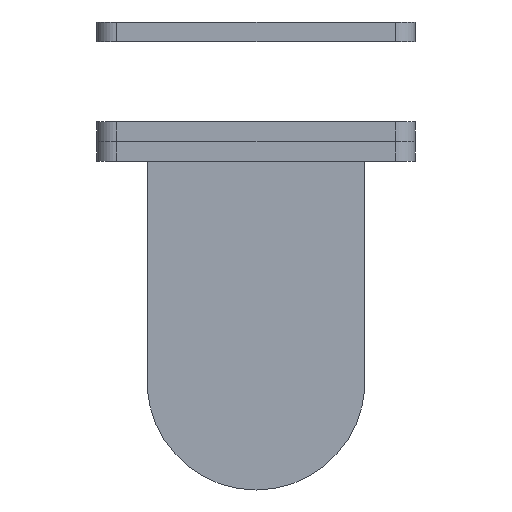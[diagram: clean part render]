
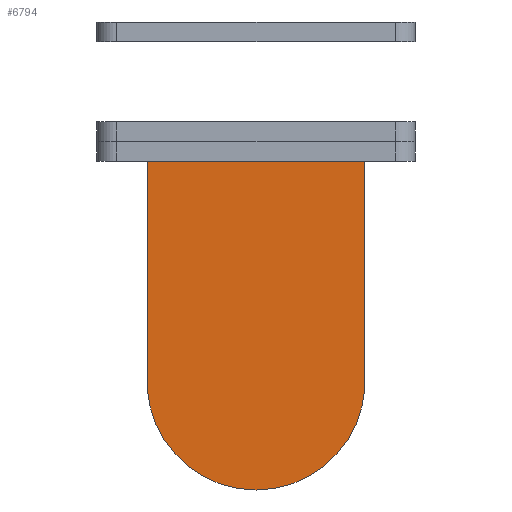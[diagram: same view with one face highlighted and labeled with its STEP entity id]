
A CAD part, front view. The second image highlights one B-rep face of the part: STEP entity #6794.
In plain terms, the highlighted planar face has unit normal (0, -1, 0).
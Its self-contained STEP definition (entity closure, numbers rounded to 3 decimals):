
#101=CIRCLE('',#7157,21.921);
#224=FACE_OUTER_BOUND('',#580,.T.);
#580=EDGE_LOOP('',(#4571,#4572,#4573,#4574,#4575,#4576,#4577,#4578,#4579,
#4580,#4581,#4582,#4583,#4584,#4585,#4586,#4587,#4588,#4589,#4590));
#977=LINE('',#9355,#1899);
#982=LINE('',#9369,#1904);
#985=LINE('',#9375,#1907);
#988=LINE('',#9381,#1910);
#991=LINE('',#9387,#1913);
#994=LINE('',#9393,#1916);
#997=LINE('',#9399,#1919);
#1000=LINE('',#9405,#1922);
#1003=LINE('',#9411,#1925);
#1006=LINE('',#9417,#1928);
#1009=LINE('',#9423,#1931);
#1012=LINE('',#9429,#1934);
#1015=LINE('',#9435,#1937);
#1018=LINE('',#9441,#1940);
#1021=LINE('',#9447,#1943);
#1024=LINE('',#9453,#1946);
#1027=LINE('',#9459,#1949);
#1030=LINE('',#9465,#1952);
#1033=LINE('',#9470,#1955);
#1899=VECTOR('',#7583,10.);
#1904=VECTOR('',#7596,10.);
#1907=VECTOR('',#7601,10.);
#1910=VECTOR('',#7606,10.);
#1913=VECTOR('',#7611,10.);
#1916=VECTOR('',#7616,10.);
#1919=VECTOR('',#7621,10.);
#1922=VECTOR('',#7626,10.);
#1925=VECTOR('',#7631,10.);
#1928=VECTOR('',#7636,10.);
#1931=VECTOR('',#7641,10.);
#1934=VECTOR('',#7646,10.);
#1937=VECTOR('',#7651,10.);
#1940=VECTOR('',#7656,10.);
#1943=VECTOR('',#7661,10.);
#1946=VECTOR('',#7666,10.);
#1949=VECTOR('',#7671,10.);
#1952=VECTOR('',#7676,10.);
#1955=VECTOR('',#7681,10.);
#2821=VERTEX_POINT('',#9353);
#2822=VERTEX_POINT('',#9354);
#2825=VERTEX_POINT('',#9362);
#2827=VERTEX_POINT('',#9368);
#2829=VERTEX_POINT('',#9374);
#2831=VERTEX_POINT('',#9380);
#2833=VERTEX_POINT('',#9386);
#2835=VERTEX_POINT('',#9392);
#2837=VERTEX_POINT('',#9398);
#2839=VERTEX_POINT('',#9404);
#2841=VERTEX_POINT('',#9410);
#2843=VERTEX_POINT('',#9416);
#2845=VERTEX_POINT('',#9422);
#2847=VERTEX_POINT('',#9428);
#2849=VERTEX_POINT('',#9434);
#2851=VERTEX_POINT('',#9440);
#2853=VERTEX_POINT('',#9446);
#2855=VERTEX_POINT('',#9452);
#2857=VERTEX_POINT('',#9458);
#2859=VERTEX_POINT('',#9464);
#3481=EDGE_CURVE('',#2821,#2822,#977,.T.);
#3485=EDGE_CURVE('',#2825,#2822,#101,.T.);
#3488=EDGE_CURVE('',#2825,#2827,#982,.T.);
#3491=EDGE_CURVE('',#2829,#2827,#985,.T.);
#3494=EDGE_CURVE('',#2831,#2829,#988,.T.);
#3497=EDGE_CURVE('',#2831,#2833,#991,.T.);
#3500=EDGE_CURVE('',#2833,#2835,#994,.T.);
#3503=EDGE_CURVE('',#2835,#2837,#997,.T.);
#3506=EDGE_CURVE('',#2837,#2839,#1000,.T.);
#3509=EDGE_CURVE('',#2839,#2841,#1003,.T.);
#3512=EDGE_CURVE('',#2841,#2843,#1006,.T.);
#3515=EDGE_CURVE('',#2843,#2845,#1009,.T.);
#3518=EDGE_CURVE('',#2845,#2847,#1012,.T.);
#3521=EDGE_CURVE('',#2847,#2849,#1015,.T.);
#3524=EDGE_CURVE('',#2849,#2851,#1018,.T.);
#3527=EDGE_CURVE('',#2851,#2853,#1021,.T.);
#3530=EDGE_CURVE('',#2855,#2853,#1024,.T.);
#3533=EDGE_CURVE('',#2857,#2855,#1027,.T.);
#3536=EDGE_CURVE('',#2859,#2857,#1030,.T.);
#3539=EDGE_CURVE('',#2821,#2859,#1033,.T.);
#4571=ORIENTED_EDGE('',*,*,#3539,.F.);
#4572=ORIENTED_EDGE('',*,*,#3481,.T.);
#4573=ORIENTED_EDGE('',*,*,#3485,.F.);
#4574=ORIENTED_EDGE('',*,*,#3488,.T.);
#4575=ORIENTED_EDGE('',*,*,#3491,.F.);
#4576=ORIENTED_EDGE('',*,*,#3494,.F.);
#4577=ORIENTED_EDGE('',*,*,#3497,.T.);
#4578=ORIENTED_EDGE('',*,*,#3500,.T.);
#4579=ORIENTED_EDGE('',*,*,#3503,.T.);
#4580=ORIENTED_EDGE('',*,*,#3506,.T.);
#4581=ORIENTED_EDGE('',*,*,#3509,.T.);
#4582=ORIENTED_EDGE('',*,*,#3512,.T.);
#4583=ORIENTED_EDGE('',*,*,#3515,.T.);
#4584=ORIENTED_EDGE('',*,*,#3518,.T.);
#4585=ORIENTED_EDGE('',*,*,#3521,.T.);
#4586=ORIENTED_EDGE('',*,*,#3524,.T.);
#4587=ORIENTED_EDGE('',*,*,#3527,.T.);
#4588=ORIENTED_EDGE('',*,*,#3530,.F.);
#4589=ORIENTED_EDGE('',*,*,#3533,.F.);
#4590=ORIENTED_EDGE('',*,*,#3536,.F.);
#6471=PLANE('',#7178);
#6794=ADVANCED_FACE('',(#224),#6471,.F.);
#7157=AXIS2_PLACEMENT_3D('',#9363,#7589,#7590);
#7178=AXIS2_PLACEMENT_3D('',#9473,#7685,#7686);
#7583=DIRECTION('',(0.,0.,-1.));
#7589=DIRECTION('center_axis',(0.,1.,0.));
#7590=DIRECTION('ref_axis',(0.998,0.,0.064));
#7596=DIRECTION('',(0.,0.,1.));
#7601=DIRECTION('',(-1.,0.,0.));
#7606=DIRECTION('',(0.,0.,-1.));
#7611=DIRECTION('',(-1.,0.,0.));
#7616=DIRECTION('',(0.,0.,-1.));
#7621=DIRECTION('',(-1.,0.,0.));
#7626=DIRECTION('',(0.,0.,1.));
#7631=DIRECTION('',(-1.,0.,0.));
#7636=DIRECTION('',(0.,0.,-1.));
#7641=DIRECTION('',(-1.,0.,0.));
#7646=DIRECTION('',(0.,0.,1.));
#7651=DIRECTION('',(-1.,0.,0.));
#7656=DIRECTION('',(0.,0.,-1.));
#7661=DIRECTION('',(-1.,0.,0.));
#7666=DIRECTION('',(0.,0.,-1.));
#7671=DIRECTION('',(1.,0.,0.));
#7676=DIRECTION('',(0.,0.,1.));
#7681=DIRECTION('',(-1.,0.,0.));
#7685=DIRECTION('center_axis',(0.,1.,0.));
#7686=DIRECTION('ref_axis',(1.,0.,0.));
#9353=CARTESIAN_POINT('',(0.,0.,70.));
#9354=CARTESIAN_POINT('',(0.,0.,20.508));
#9355=CARTESIAN_POINT('',(0.,0.,70.));
#9362=CARTESIAN_POINT('',(43.75,0.,20.508));
#9363=CARTESIAN_POINT('Origin',(21.875,0.,21.921));
#9368=CARTESIAN_POINT('',(43.75,0.,70.));
#9369=CARTESIAN_POINT('',(43.75,0.,0.));
#9374=CARTESIAN_POINT('',(46.75,0.,70.));
#9375=CARTESIAN_POINT('',(46.75,0.,70.));
#9380=CARTESIAN_POINT('',(46.75,0.,74.));
#9381=CARTESIAN_POINT('',(46.75,0.,74.));
#9386=CARTESIAN_POINT('',(39.75,0.,74.));
#9387=CARTESIAN_POINT('',(43.75,0.,74.));
#9392=CARTESIAN_POINT('',(39.75,0.,70.));
#9393=CARTESIAN_POINT('',(39.75,0.,74.));
#9398=CARTESIAN_POINT('',(35.,0.,70.));
#9399=CARTESIAN_POINT('',(43.75,0.,70.));
#9404=CARTESIAN_POINT('',(35.,0.,74.));
#9405=CARTESIAN_POINT('',(35.,0.,70.));
#9410=CARTESIAN_POINT('',(26.25,0.,74.));
#9411=CARTESIAN_POINT('',(35.,0.,74.));
#9416=CARTESIAN_POINT('',(26.25,0.,70.));
#9417=CARTESIAN_POINT('',(26.25,0.,74.));
#9422=CARTESIAN_POINT('',(17.5,0.,70.));
#9423=CARTESIAN_POINT('',(43.75,0.,70.));
#9428=CARTESIAN_POINT('',(17.5,0.,74.));
#9429=CARTESIAN_POINT('',(17.5,0.,70.));
#9434=CARTESIAN_POINT('',(8.75,0.,74.));
#9435=CARTESIAN_POINT('',(17.5,0.,74.));
#9440=CARTESIAN_POINT('',(8.75,0.,70.));
#9441=CARTESIAN_POINT('',(8.75,0.,74.));
#9446=CARTESIAN_POINT('',(4.,0.,70.));
#9447=CARTESIAN_POINT('',(43.75,0.,70.));
#9452=CARTESIAN_POINT('',(4.,0.,74.));
#9453=CARTESIAN_POINT('',(4.,0.,74.));
#9458=CARTESIAN_POINT('',(-3.,0.,74.));
#9459=CARTESIAN_POINT('',(-3.,0.,74.));
#9464=CARTESIAN_POINT('',(-3.,0.,70.));
#9465=CARTESIAN_POINT('',(-3.,0.,70.));
#9470=CARTESIAN_POINT('',(0.,0.,70.));
#9473=CARTESIAN_POINT('Origin',(21.875,0.,37.));
